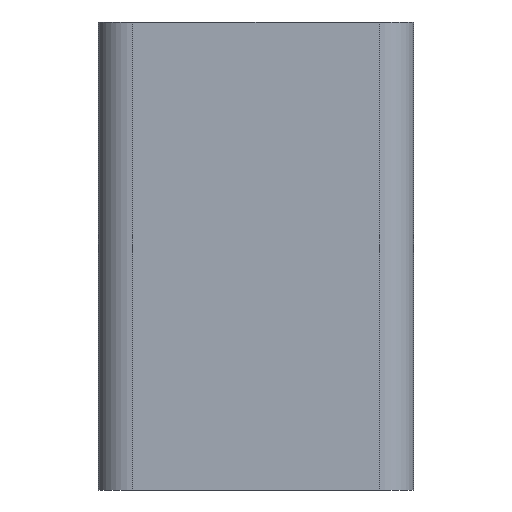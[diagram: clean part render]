
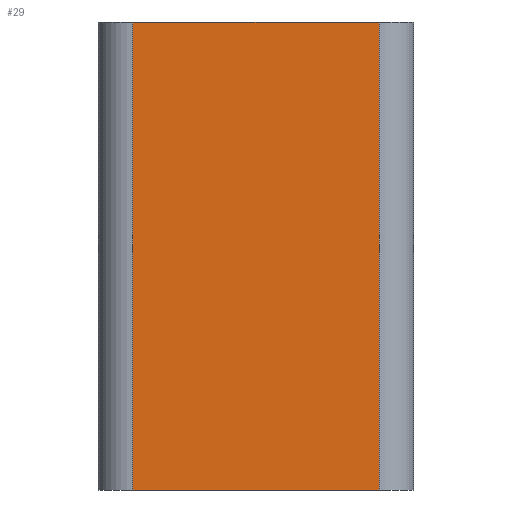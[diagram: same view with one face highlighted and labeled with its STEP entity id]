
A CAD part, left-side view. The second image highlights one B-rep face of the part: STEP entity #29.
In plain terms, the highlighted planar face has unit normal (-1, 0, 0).
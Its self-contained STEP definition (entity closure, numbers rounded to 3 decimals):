
#29=ADVANCED_FACE('',(#47),#183,.T.);
#47=FACE_OUTER_BOUND('',#69,.F.);
#69=EDGE_LOOP('',(#117,#118,#119,#120));
#117=ORIENTED_EDGE('',*,*,#295,.F.);
#118=ORIENTED_EDGE('',*,*,#273,.F.);
#119=ORIENTED_EDGE('',*,*,#299,.T.);
#120=ORIENTED_EDGE('',*,*,#277,.T.);
#183=PLANE('',#406);
#203=LINE('',#576,#235);
#205=LINE('',#580,#237);
#223=LINE('',#598,#255);
#227=LINE('',#602,#259);
#235=VECTOR('',#444,13.5);
#237=VECTOR('',#450,13.5);
#255=VECTOR('',#468,7.1);
#259=VECTOR('',#472,7.1);
#273=EDGE_CURVE('',#349,#348,#203,.T.);
#277=EDGE_CURVE('',#346,#343,#205,.T.);
#295=EDGE_CURVE('',#348,#343,#223,.T.);
#299=EDGE_CURVE('',#349,#346,#227,.T.);
#343=VERTEX_POINT('',#550);
#346=VERTEX_POINT('',#553);
#348=VERTEX_POINT('',#555);
#349=VERTEX_POINT('',#556);
#406=AXIS2_PLACEMENT_3D('',#616,#496,#497);
#444=DIRECTION('',(0.,0.,1.));
#450=DIRECTION('',(0.,0.,1.));
#468=DIRECTION('',(0.,1.,0.));
#472=DIRECTION('',(0.,1.,0.));
#496=DIRECTION('',(-1.,0.,0.));
#497=DIRECTION('',(0.,1.,0.));
#550=CARTESIAN_POINT('',(-2.,1.,13.5));
#553=CARTESIAN_POINT('',(-2.,1.,0.));
#555=CARTESIAN_POINT('',(-2.,-6.1,13.5));
#556=CARTESIAN_POINT('',(-2.,-6.1,0.));
#576=CARTESIAN_POINT('',(-2.,-6.1,0.));
#580=CARTESIAN_POINT('',(-2.,1.,0.));
#598=CARTESIAN_POINT('',(-2.,-6.1,13.5));
#602=CARTESIAN_POINT('',(-2.,-6.1,0.));
#616=CARTESIAN_POINT('',(-2.,-7.235,13.635));
